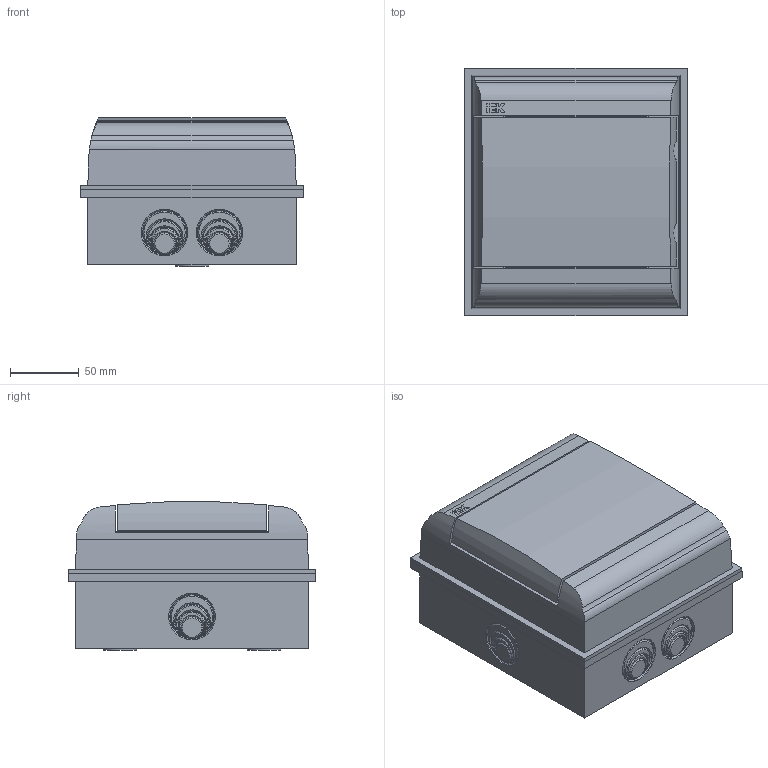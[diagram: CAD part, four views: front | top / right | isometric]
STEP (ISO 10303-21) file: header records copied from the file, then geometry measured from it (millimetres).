
FILE_DESCRIPTION (( 'STEP AP203' ), '1' );
FILE_NAME ('5.STEP', '2016-10-17T11:27:33', ( '' ), ( '' ), 'SwSTEP 2.0', 'SolidWorks 2014', '' );
FILE_SCHEMA (( 'CONFIG_CONTROL_DESIGN' ));
Length unit declared in the file: millimetre
Products named in the file (1): 5
Bounding box: 162 x 180 x 108.13 mm (x, y, z)
Volume: 400792.9 mm3; surface area: 359856.2 mm2
Topology: 4 solids, 4 shells, 1367 faces, 3610 edges, 2375 vertices
Faces by surface type: plane 851, bspline 214, cylinder 170, cone 108, torus 24
Full cylindrical faces by diameter (mm): 3 x2, 4.5 x2, 6.1 x2, 9.1 x4, 9.902 x4, 12 x4, 15 x4, 16 x12, 17.5 x4, 20.5 x2, 21 x4, 24.5 x4, 25 x8, 34 x6
Entity records: 49016 total; most frequent: CARTESIAN_POINT 17513, ORIENTED_EDGE 6894, DIRECTION 5479, EDGE_CURVE 3447, VERTEX_POINT 2332, VECTOR 2243, LINE 2243, EDGE_LOOP 1687
